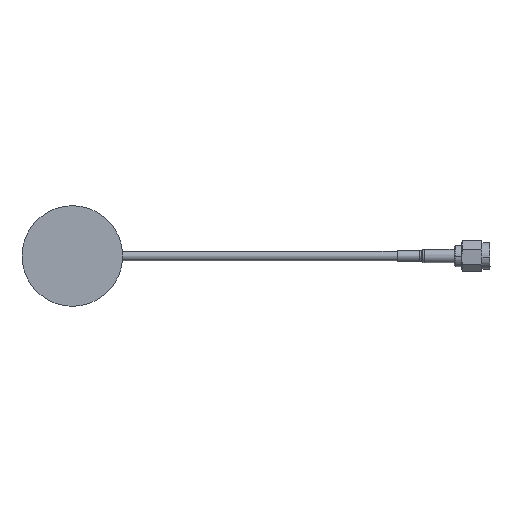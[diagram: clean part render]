
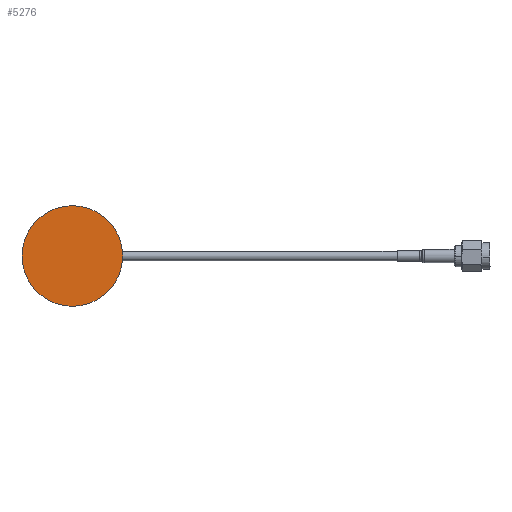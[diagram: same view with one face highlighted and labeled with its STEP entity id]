
A CAD part, front view. The second image highlights one B-rep face of the part: STEP entity #5276.
In plain terms, the highlighted planar face has unit normal (0, -1, 0).
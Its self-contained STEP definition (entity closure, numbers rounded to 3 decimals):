
#257 = ORIENTED_EDGE ( 'NONE', *, *, #759, .F. ) ;
#355 = DIRECTION ( 'NONE',  ( -1., 0., 0. ) ) ;
#759 = EDGE_CURVE ( 'NONE', #1117, #6053, #6106, .T. ) ;
#777 = CARTESIAN_POINT ( 'NONE',  ( 0., 0., 0. ) ) ;
#910 = CARTESIAN_POINT ( 'NONE',  ( -15., 0., 0. ) ) ;
#924 = CARTESIAN_POINT ( 'NONE',  ( 0., 0., 0. ) ) ;
#1117 = VERTEX_POINT ( 'NONE', #910 ) ;
#2731 = CARTESIAN_POINT ( 'NONE',  ( 0., 0., 0. ) ) ;
#3033 = DIRECTION ( 'NONE',  ( 0., -1., 0. ) ) ;
#3324 = DIRECTION ( 'NONE',  ( -1., 0., 0. ) ) ;
#3423 = AXIS2_PLACEMENT_3D ( 'NONE', #2731, #4611, #355 ) ;
#3571 = AXIS2_PLACEMENT_3D ( 'NONE', #777, #3033, #4505 ) ;
#3800 = AXIS2_PLACEMENT_3D ( 'NONE', #924, #5145, #3324 ) ;
#4460 = CARTESIAN_POINT ( 'NONE',  ( 15., 0., 0. ) ) ;
#4505 = DIRECTION ( 'NONE',  ( 0., 0., -1. ) ) ;
#4528 = PLANE ( 'NONE',  #3571 ) ;
#4542 = EDGE_LOOP ( 'NONE', ( #257, #5378 ) ) ;
#4611 = DIRECTION ( 'NONE',  ( 0., 1., 0. ) ) ;
#4830 = EDGE_CURVE ( 'NONE', #6053, #1117, #5937, .T. ) ;
#5039 = FACE_OUTER_BOUND ( 'NONE', #4542, .T. ) ;
#5145 = DIRECTION ( 'NONE',  ( 0., 1., 0. ) ) ;
#5276 = ADVANCED_FACE ( 'NONE', ( #5039 ), #4528, .T. ) ;
#5378 = ORIENTED_EDGE ( 'NONE', *, *, #4830, .F. ) ;
#5937 = CIRCLE ( 'NONE', #3423, 15. ) ;
#6053 = VERTEX_POINT ( 'NONE', #4460 ) ;
#6106 = CIRCLE ( 'NONE', #3800, 15. ) ;
